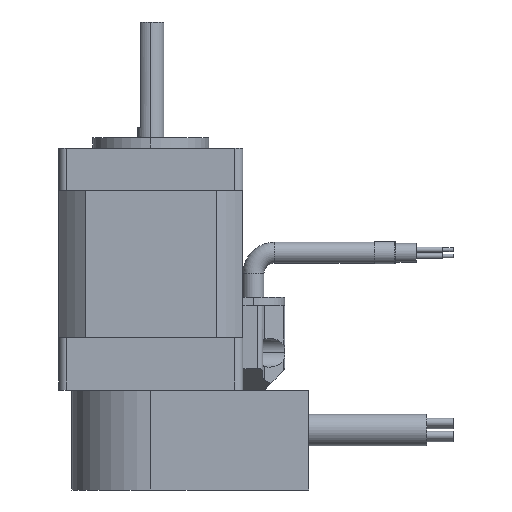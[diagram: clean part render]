
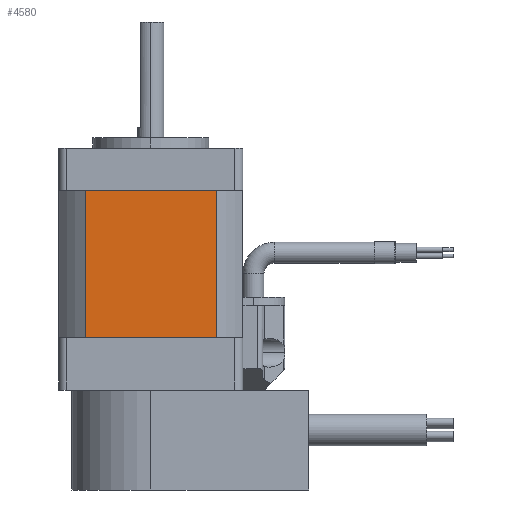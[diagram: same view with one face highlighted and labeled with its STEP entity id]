
A CAD part, left-side view. The second image highlights one B-rep face of the part: STEP entity #4580.
In plain terms, the highlighted planar face has unit normal (-1, 0, 0).
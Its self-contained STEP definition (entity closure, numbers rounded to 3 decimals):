
#8 = EDGE_LOOP ( 'NONE', ( #3284, #4307, #1123, #4946 ) ) ;
#119 = LINE ( 'NONE', #1614, #776 ) ;
#160 = VECTOR ( 'NONE', #3141, 1000. ) ;
#164 = FACE_OUTER_BOUND ( 'NONE', #8, .T. ) ;
#201 = CARTESIAN_POINT ( 'NONE',  ( -17.5, -12.49, 10. ) ) ;
#368 = VERTEX_POINT ( 'NONE', #4599 ) ;
#776 = VECTOR ( 'NONE', #5366, 1000. ) ;
#784 = LINE ( 'NONE', #4741, #1281 ) ;
#789 = CARTESIAN_POINT ( 'NONE',  ( -17.5, 16., 10. ) ) ;
#873 = EDGE_CURVE ( 'NONE', #4387, #368, #784, .T. ) ;
#940 = LINE ( 'NONE', #4397, #2195 ) ;
#1071 = VERTEX_POINT ( 'NONE', #201 ) ;
#1123 = ORIENTED_EDGE ( 'NONE', *, *, #5136, .F. ) ;
#1281 = VECTOR ( 'NONE', #3680, 1000. ) ;
#1614 = CARTESIAN_POINT ( 'NONE',  ( -17.5, 16., 38. ) ) ;
#2195 = VECTOR ( 'NONE', #2882, 1000. ) ;
#2618 = CARTESIAN_POINT ( 'NONE',  ( -17.5, 16., 46. ) ) ;
#2698 = LINE ( 'NONE', #789, #160 ) ;
#2867 = CARTESIAN_POINT ( 'NONE',  ( -17.5, 12.49, 10. ) ) ;
#2882 = DIRECTION ( 'NONE',  ( 0., 0., -1. ) ) ;
#3141 = DIRECTION ( 'NONE',  ( 0., -1., 0. ) ) ;
#3284 = ORIENTED_EDGE ( 'NONE', *, *, #873, .F. ) ;
#3680 = DIRECTION ( 'NONE',  ( 0., 0., 1. ) ) ;
#3722 = DIRECTION ( 'NONE',  ( 0., 1., 0. ) ) ;
#4307 = ORIENTED_EDGE ( 'NONE', *, *, #4980, .T. ) ;
#4387 = VERTEX_POINT ( 'NONE', #2867 ) ;
#4397 = CARTESIAN_POINT ( 'NONE',  ( -17.5, -12.49, 107.419 ) ) ;
#4573 = DIRECTION ( 'NONE',  ( 1., 0., 0. ) ) ;
#4580 = ADVANCED_FACE ( 'NONE', ( #164 ), #5482, .F. ) ;
#4599 = CARTESIAN_POINT ( 'NONE',  ( -17.5, 12.49, 38. ) ) ;
#4741 = CARTESIAN_POINT ( 'NONE',  ( -17.5, 12.49, 107.419 ) ) ;
#4946 = ORIENTED_EDGE ( 'NONE', *, *, #5216, .T. ) ;
#4980 = EDGE_CURVE ( 'NONE', #4387, #1071, #2698, .T. ) ;
#5039 = CARTESIAN_POINT ( 'NONE',  ( -17.5, -12.49, 38. ) ) ;
#5136 = EDGE_CURVE ( 'NONE', #5593, #1071, #940, .T. ) ;
#5216 = EDGE_CURVE ( 'NONE', #5593, #368, #119, .T. ) ;
#5366 = DIRECTION ( 'NONE',  ( 0., 1., 0. ) ) ;
#5482 = PLANE ( 'NONE',  #6239 ) ;
#5593 = VERTEX_POINT ( 'NONE', #5039 ) ;
#6239 = AXIS2_PLACEMENT_3D ( 'NONE', #2618, #4573, #3722 ) ;
